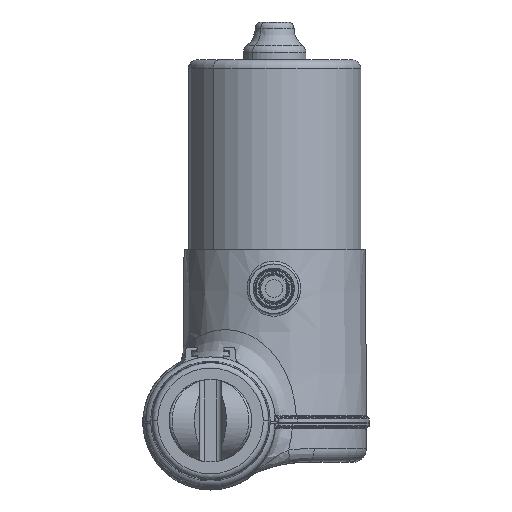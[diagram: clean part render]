
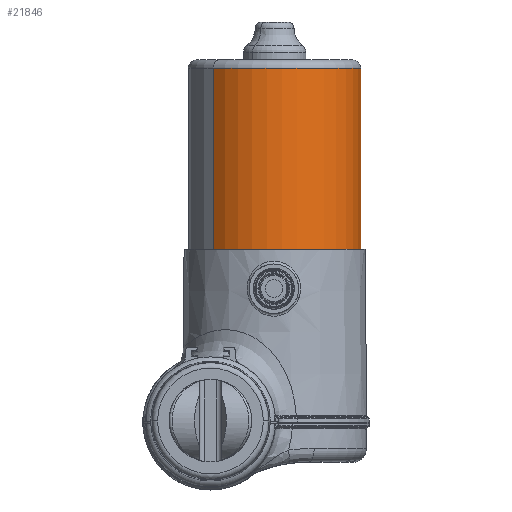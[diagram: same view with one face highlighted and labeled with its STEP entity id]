
A CAD part, top view. The second image highlights one B-rep face of the part: STEP entity #21846.
In plain terms, the highlighted cylindrical face has radius 31.5 mm (diameter 63 mm), a partial arc.
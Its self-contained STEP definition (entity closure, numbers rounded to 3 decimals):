
#1024 = DIRECTION ( 'NONE',  ( 0., 1., 0. ) ) ;
#2076 = ORIENTED_EDGE ( 'NONE', *, *, #6536, .F. ) ;
#2102 = ORIENTED_EDGE ( 'NONE', *, *, #5492, .T. ) ;
#2514 = DIRECTION ( 'NONE',  ( 0., -1., 0. ) ) ;
#2705 = EDGE_CURVE ( 'NONE', #30148, #34448, #19731, .T. ) ;
#3711 = EDGE_CURVE ( 'NONE', #30148, #35380, #14933, .T. ) ;
#4079 = CYLINDRICAL_SURFACE ( 'NONE', #20545, 31.5 ) ;
#4475 = CARTESIAN_POINT ( 'NONE',  ( -22.274, 145.652, 22.274 ) ) ;
#4860 = LINE ( 'NONE', #19022, #31394 ) ;
#5492 = EDGE_CURVE ( 'NONE', #34448, #23285, #25304, .T. ) ;
#6536 = EDGE_CURVE ( 'NONE', #35380, #23285, #4860, .T. ) ;
#6924 = DIRECTION ( 'NONE',  ( 0., -1., 0. ) ) ;
#9541 = ORIENTED_EDGE ( 'NONE', *, *, #2705, .T. ) ;
#11069 = CARTESIAN_POINT ( 'NONE',  ( 0., 62.97, 0. ) ) ;
#12452 = CARTESIAN_POINT ( 'NONE',  ( -22.274, 62.97, 22.274 ) ) ;
#14933 = CIRCLE ( 'NONE', #31651, 31.5 ) ;
#15155 = CARTESIAN_POINT ( 'NONE',  ( 22.274, 128.85, -22.274 ) ) ;
#16706 = VECTOR ( 'NONE', #6924, 1000. ) ;
#19022 = CARTESIAN_POINT ( 'NONE',  ( 22.274, 145.652, -22.274 ) ) ;
#19202 = DIRECTION ( 'NONE',  ( -1., 0., 0. ) ) ;
#19731 = LINE ( 'NONE', #4475, #16706 ) ;
#20440 = CARTESIAN_POINT ( 'NONE',  ( 0., 128.85, 0. ) ) ;
#20545 = AXIS2_PLACEMENT_3D ( 'NONE', #21576, #35412, #32382 ) ;
#21576 = CARTESIAN_POINT ( 'NONE',  ( 0., 145.652, 0. ) ) ;
#21846 = ADVANCED_FACE ( 'NONE', ( #31008 ), #4079, .T. ) ;
#21879 = DIRECTION ( 'NONE',  ( 0., 1., 0. ) ) ;
#23285 = VERTEX_POINT ( 'NONE', #35525 ) ;
#23540 = CARTESIAN_POINT ( 'NONE',  ( -22.274, 128.85, 22.274 ) ) ;
#25304 = CIRCLE ( 'NONE', #33256, 31.5 ) ;
#25996 = DIRECTION ( 'NONE',  ( -0.707, 0., 0.707 ) ) ;
#26094 = EDGE_LOOP ( 'NONE', ( #26938, #9541, #2102, #2076 ) ) ;
#26938 = ORIENTED_EDGE ( 'NONE', *, *, #3711, .F. ) ;
#30148 = VERTEX_POINT ( 'NONE', #23540 ) ;
#31008 = FACE_OUTER_BOUND ( 'NONE', #26094, .T. ) ;
#31394 = VECTOR ( 'NONE', #2514, 1000. ) ;
#31651 = AXIS2_PLACEMENT_3D ( 'NONE', #20440, #1024, #25996 ) ;
#32382 = DIRECTION ( 'NONE',  ( 0.707, 0., -0.707 ) ) ;
#33256 = AXIS2_PLACEMENT_3D ( 'NONE', #11069, #21879, #19202 ) ;
#34448 = VERTEX_POINT ( 'NONE', #12452 ) ;
#35380 = VERTEX_POINT ( 'NONE', #15155 ) ;
#35412 = DIRECTION ( 'NONE',  ( 0., -1., 0. ) ) ;
#35525 = CARTESIAN_POINT ( 'NONE',  ( 22.274, 62.97, -22.274 ) ) ;
